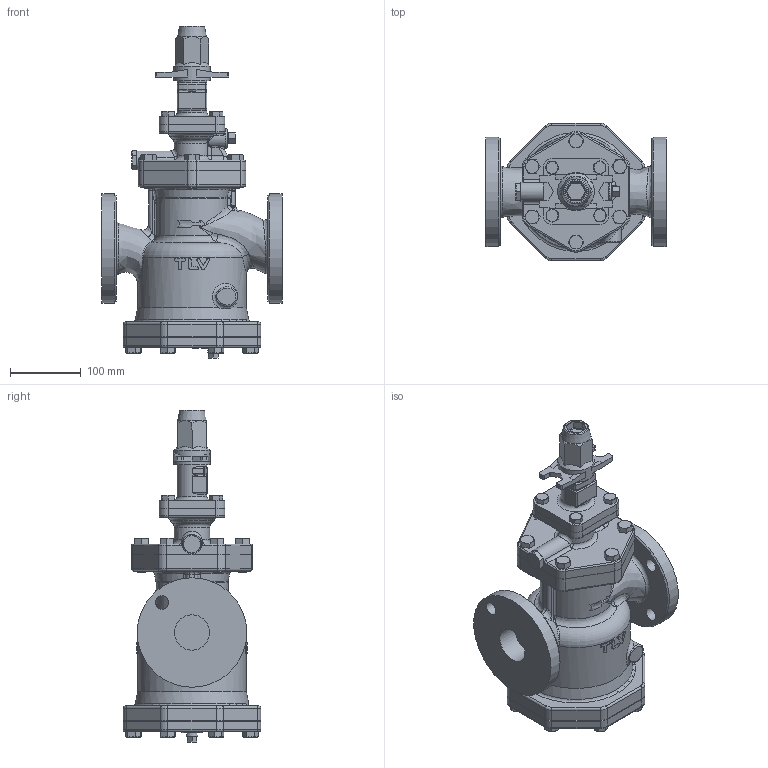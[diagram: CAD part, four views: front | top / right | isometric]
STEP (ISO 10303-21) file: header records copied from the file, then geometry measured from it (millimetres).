
FILE_DESCRIPTION(/* description */ (''),/* implementation_level */ '2;1');
FILE_NAME(/* name */ 'acosr-050-jis10-00.stp',/* time_stamp */ '2017-11-15T11:41:06+09:00',/* author */ ('nakaot'),/* organization */ (''),/* preprocessor_version */ 'ST-DEVELOPER v15.6',/* originating_system */ 'Autodesk Inventor 2015',/* authorisation */ '');
FILE_SCHEMA (('CONFIG_CONTROL_DESIGN'));
Length unit declared in the file: millimetre
Products named in the file (1): acosr-050-jis10-00
Bounding box: 255 x 195 x 470 mm (x, y, z)
Volume: 6104978.2 mm3; surface area: 506106.8 mm2
Topology: 3 solids, 4 shells, 902 faces, 2162 edges, 1327 vertices
Faces by surface type: plane 341, cylinder 216, cone 130, bspline 125, torus 67, sphere 23
Full cylindrical faces by diameter (mm): 8.376 x4, 10 x4, 10.106 x6, 12 x18, 13.889 x1, 14 x14, 19 x5, 27 x1, 28 x1, 42 x1, 50 x3, 52 x1, 80 x1, 106.856 x1, 154 x1, 155 x2
Entity records: 32210 total; most frequent: CARTESIAN_POINT 13014, ORIENTED_EDGE 4044, DIRECTION 3782, EDGE_CURVE 2022, AXIS2_PLACEMENT_3D 1523, VERTEX_POINT 1280, EDGE_LOOP 1098, FACE_OUTER_BOUND 901
